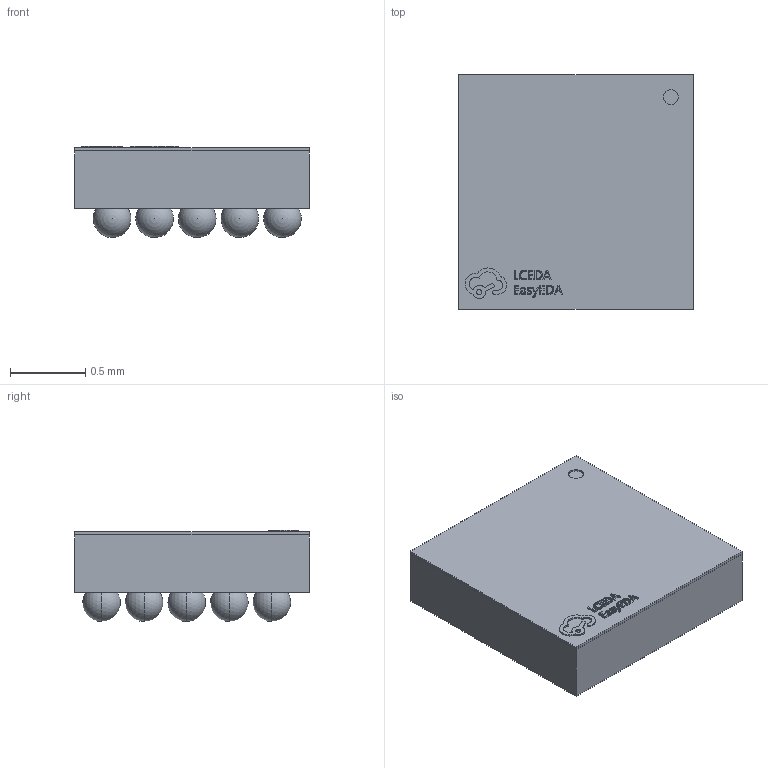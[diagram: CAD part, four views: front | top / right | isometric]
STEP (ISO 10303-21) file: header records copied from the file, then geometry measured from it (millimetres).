
FILE_DESCRIPTION(('FreeCAD Model'),'2;1');
FILE_NAME('Open CASCADE Shape Model','2024-06-18T13:36:16',(''),(''), 'Open CASCADE STEP processor 7.6','FreeCAD','Unknown');
FILE_SCHEMA(('AUTOMOTIVE_DESIGN { 1 0 10303 214 1 1 1 1 }'));
Length unit declared in the file: millimetre
Products named in the file (17): WLCSP-12_L1.6-W1.6_BMM150; COMPOUND048; COMPOUND033; COMPOUND034; COMPOUND035; COMPOUND036; COMPOUND037; COMPOUND038; COMPOUND039; COMPOUND040; COMPOUND041; COMPOUND042; COMPOUND043; COMPOUND044; COMPOUND045; COMPOUND046; COMPOUND047
Assembly tree (16 placements, depth 3):
  WLCSP-12_L1.6-W1.6_BMM150
    COMPOUND048
      COMPOUND033
      COMPOUND034
      COMPOUND035
      COMPOUND036
      COMPOUND037
      COMPOUND038
      COMPOUND039
      COMPOUND040
      COMPOUND041
      COMPOUND042
      COMPOUND043
      COMPOUND044
      COMPOUND045
      COMPOUND046
      COMPOUND047
Bounding box: 1.56 x 1.56 x 0.6 mm (x, y, z)
Volume: 1.1 mm3; surface area: 14.7 mm2
Topology: 15 solids, 15 shells, 337 faces, 918 edges, 612 vertices
Faces by surface type: plane 197, bspline 112, sphere 26, cylinder 2
Entity records: 12329 total; most frequent: CARTESIAN_POINT 4092, ORIENTED_EDGE 1784, DIRECTION 1191, EDGE_CURVE 892, VERTEX_POINT 612, LINE 569, VECTOR 569, FACE_BOUND 364
